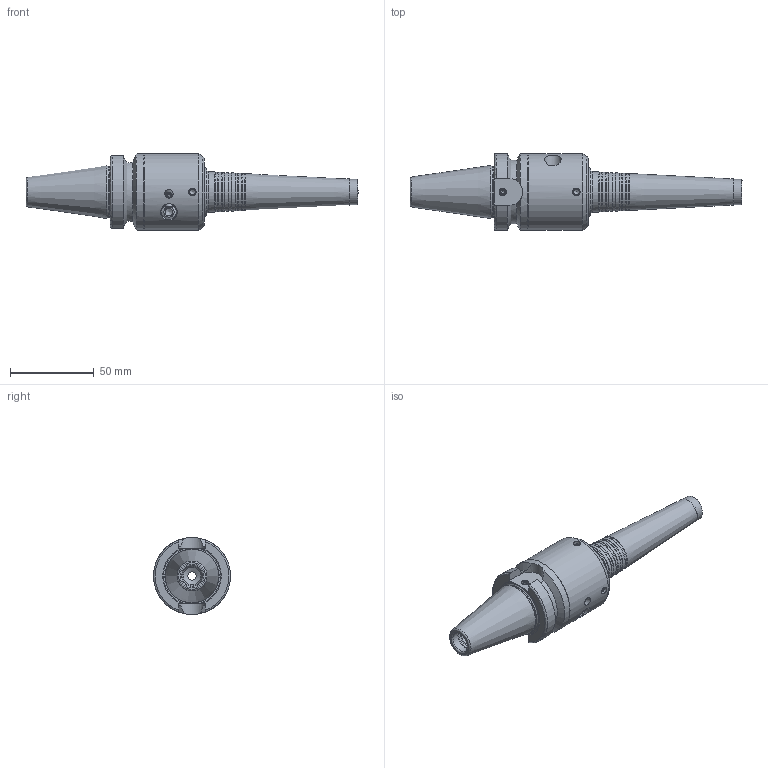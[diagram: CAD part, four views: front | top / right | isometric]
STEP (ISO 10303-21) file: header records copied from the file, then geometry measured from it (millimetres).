
FILE_DESCRIPTION((''),'2;1');
FILE_NAME('360002108150 BT30-PHZ08SB-150-3D.stp','2022-11-10T18:13:49',('nttooll'),(''),'Autodesk Inventor 2012','Autodesk Inventor 2012','');
FILE_SCHEMA(('AUTOMOTIVE_DESIGN { 1 0 10303 214 1 1 1 1 }'));
Length unit declared in the file: millimetre
Products named in the file (1): 360002108150 BT30-PHZ08SB-150-3D
Bounding box: 198.4 x 46 x 46 mm (x, y, z)
Volume: 124731.9 mm3; surface area: 29085.6 mm2
Topology: 1 solids, 2 shells, 188 faces, 402 edges, 237 vertices
Faces by surface type: cone 78, cylinder 60, plane 35, torus 15
Full cylindrical faces by diameter (mm): 2.309 x4, 3.4 x2, 3.464 x4, 4 x4, 4.1 x1, 4.5 x4, 4.619 x2, 5 x3, 6 x4, 8 x6, 8.4 x3, 9 x4, 10.4 x1, 10.5 x1, 10.6 x1, 11 x1, 12 x1, 12.5 x1, 12.9 x1, 15 x1, 30.8 x1, 45.8 x1, 46 x1
Entity records: 4558 total; most frequent: CARTESIAN_POINT 1150, DIRECTION 748, ORIENTED_EDGE 480, AXIS2_PLACEMENT_3D 361, EDGE_LOOP 349, EDGE_CURVE 240, VERTEX_POINT 213, FACE_OUTER_BOUND 188
